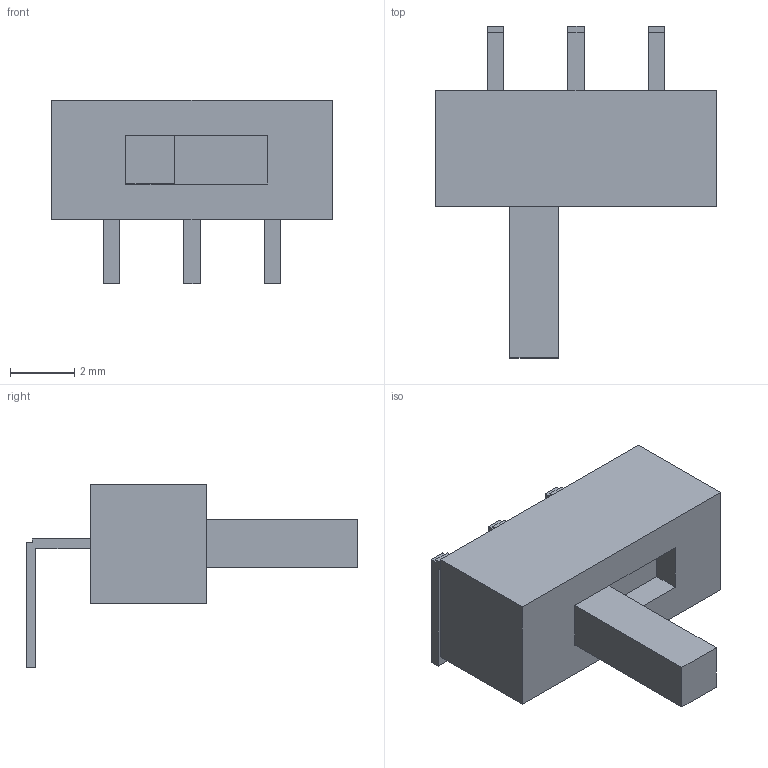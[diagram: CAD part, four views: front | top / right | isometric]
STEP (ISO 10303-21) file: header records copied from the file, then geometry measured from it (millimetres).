
FILE_DESCRIPTION(('FreeCAD Model'),'2;1');
FILE_NAME('Open CASCADE Shape Model','2023-12-12T16:23:23',(''),(''), 'Open CASCADE STEP processor 7.5','FreeCAD','Unknown');
FILE_SCHEMA(('AUTOMOTIVE_DESIGN { 1 0 10303 214 1 1 1 1 }'));
Length unit declared in the file: millimetre
Products named in the file (1): ss_12d03001001
Bounding box: 8.7 x 10.3 x 5.7 mm (x, y, z)
Surface area: 224.9 mm2 (no closed solid volume)
Topology: 0 solids, 2 shells, 44 faces, 108 edges, 72 vertices
Faces by surface type: plane 44
Entity records: 1301 total; most frequent: CARTESIAN_POINT 225, ORIENTED_EDGE 216, DIRECTION 198, EDGE_CURVE 108, LINE 108, VECTOR 108, VERTEX_POINT 72, FACE_BOUND 48
